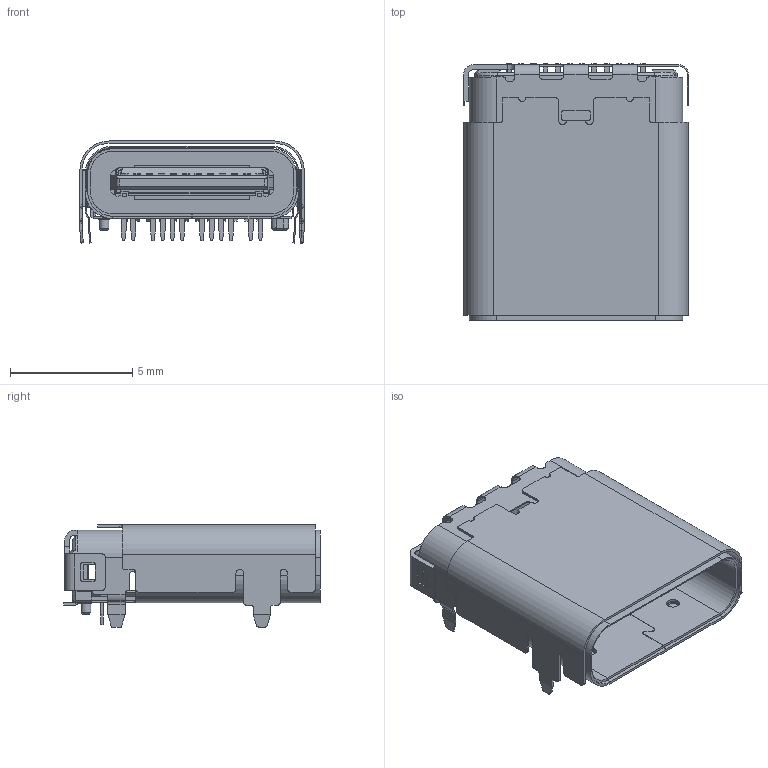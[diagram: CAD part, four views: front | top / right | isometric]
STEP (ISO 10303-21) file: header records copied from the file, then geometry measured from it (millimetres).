
FILE_DESCRIPTION( ( '' ), ' ' );
FILE_NAME( '5b8462daab0d7d0eda643bfc.step', '2018-08-27T20:45:15', ( '' ), ( '' ), ' ', ' ', ' ' );
FILE_SCHEMA( ( 'AUTOMOTIVE_DESIGN { 1 0 10303 214 1 1 1 1 }' ) );
Length unit declared in the file: metre
Products named in the file (59): Open CASCADE STEP translator 6.8 1
Bounding box: 9.2 x 10.5 x 4.18 mm (x, y, z)
Volume: 48.3 mm3; surface area: 1252.9 mm2
Topology: 59 solids, 59 shells, 1688 faces, 4562 edges, 2978 vertices
Faces by surface type: plane 1360, cylinder 209, extrusion 57, cone 22, bspline 21, revolution 9, torus 8, sphere 2
Full cylindrical faces by diameter (mm): 0.2 x1, 0.4 x1
Entity records: 91034 total; most frequent: CARTESIAN_POINT 11971, ORIENTED_EDGE 9098, DIRECTION 8123, STYLED_ITEM 6237, PRESENTATION_STYLE_ASSIGNMENT 6237, COLOUR_RGB 6237, EDGE_CURVE 4549, CURVE_STYLE 4549
